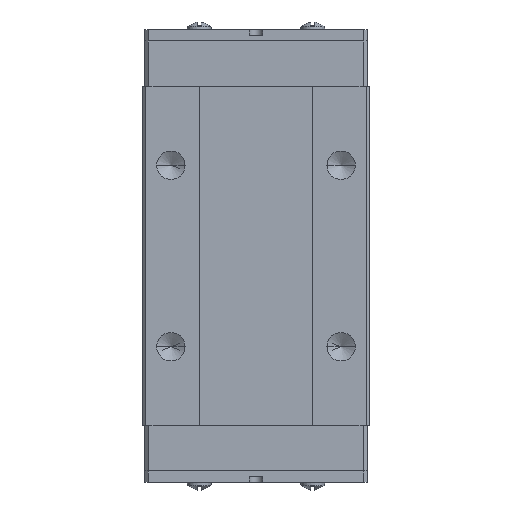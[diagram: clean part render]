
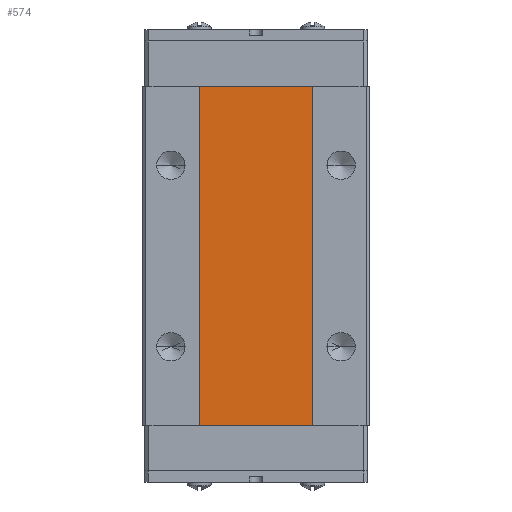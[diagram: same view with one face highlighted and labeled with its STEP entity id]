
A CAD part, top view. The second image highlights one B-rep face of the part: STEP entity #574.
In plain terms, the highlighted planar face has unit normal (0, 0, 1).
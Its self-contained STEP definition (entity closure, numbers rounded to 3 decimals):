
#574=ADVANCED_FACE('',(#1199),#1200,.T.);
#1199=FACE_OUTER_BOUND('',#1874,.T.);
#1200=PLANE('',#1875);
#1874=EDGE_LOOP('',(#3501,#3502,#3503,#3504));
#1875=AXIS2_PLACEMENT_3D('',#3505,#3506,#3507);
#3501=ORIENTED_EDGE('',*,*,#4671,.F.);
#3502=ORIENTED_EDGE('',*,*,#4672,.F.);
#3503=ORIENTED_EDGE('',*,*,#4673,.F.);
#3504=ORIENTED_EDGE('',*,*,#4674,.F.);
#3505=CARTESIAN_POINT('',(0.0,19.951,9.85));
#3506=DIRECTION('',(0.0,0.0,1.0));
#3507=DIRECTION('',(1.0,0.0,0.0));
#4671=EDGE_CURVE('',#5774,#5775,#5776,.T.);
#4672=EDGE_CURVE('',#5777,#5774,#5778,.T.);
#4673=EDGE_CURVE('',#5779,#5777,#5780,.T.);
#4674=EDGE_CURVE('',#5775,#5779,#5781,.T.);
#5774=VERTEX_POINT('',#7743);
#5775=VERTEX_POINT('',#7744);
#5776=LINE('',#7745,#7746);
#5777=VERTEX_POINT('',#7747);
#5778=LINE('',#7748,#7749);
#5779=VERTEX_POINT('',#7750);
#5780=LINE('',#7751,#7752);
#5781=LINE('',#7753,#7754);
#7743=CARTESIAN_POINT('',(5.0,34.901,9.85));
#7744=CARTESIAN_POINT('',(5.0,5.001,9.85));
#7745=CARTESIAN_POINT('',(5.0,19.951,9.85));
#7746=VECTOR('',#8613,1.0);
#7747=CARTESIAN_POINT('',(-5.0,34.901,9.85));
#7748=CARTESIAN_POINT('',(0.0,34.901,9.85));
#7749=VECTOR('',#8614,1.0);
#7750=CARTESIAN_POINT('',(-5.0,5.001,9.85));
#7751=CARTESIAN_POINT('',(-5.0,19.951,9.85));
#7752=VECTOR('',#8615,1.0);
#7753=CARTESIAN_POINT('',(0.,5.001,9.85));
#7754=VECTOR('',#8616,1.0);
#8613=DIRECTION('',(0.0,-1.0,0.0));
#8614=DIRECTION('',(1.0,0.0,-0.0));
#8615=DIRECTION('',(0.0,1.0,0.0));
#8616=DIRECTION('',(-1.0,0.0,0.0));
